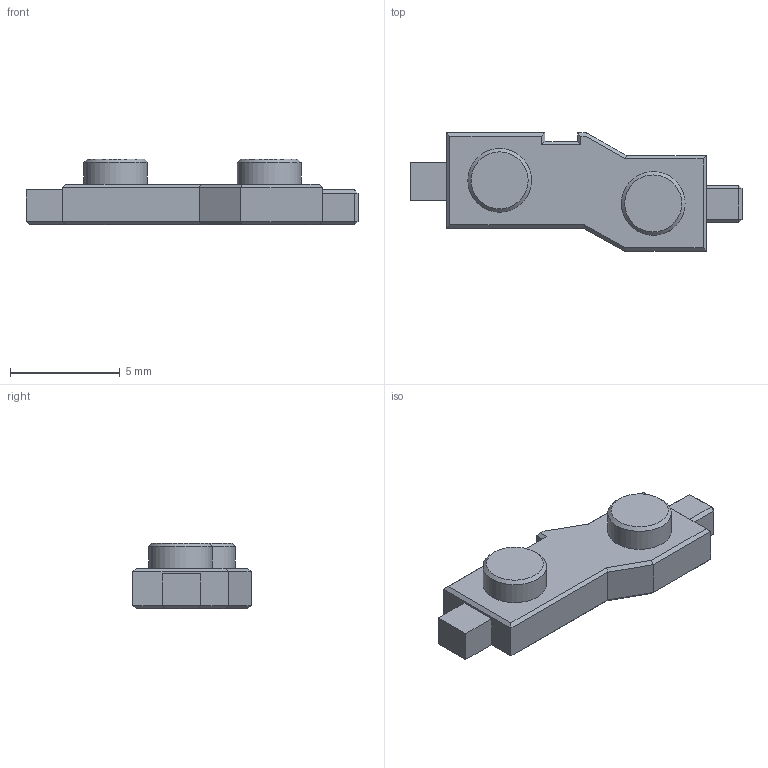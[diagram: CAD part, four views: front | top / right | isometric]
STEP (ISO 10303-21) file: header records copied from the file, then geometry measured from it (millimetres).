
FILE_DESCRIPTION(/* description */ (''),/* implementation_level */ '2;1');
FILE_NAME(/* name */ 'Hotswap socket v3.step',/* time_stamp */ '2023-07-04T19:28:09+03:00',/* author */ (''),/* organization */ (''),/* preprocessor_version */ 'ST-DEVELOPER v19.2',/* originating_system */ 'Autodesk Translation Framework v12.6.0.85',/* authorisation */ '');
FILE_SCHEMA (('AUTOMOTIVE_DESIGN { 1 0 10303 214 3 1 1 }'));
Length unit declared in the file: millimetre
Products named in the file (1): Hotswap socket
Bounding box: 15.13 x 5.39 x 3 mm (x, y, z)
Volume: 117.5 mm3; surface area: 198.3 mm2
Topology: 1 solids, 1 shells, 69 faces, 151 edges, 86 vertices
Faces by surface type: plane 65, cone 2, cylinder 2
Full cylindrical faces by diameter (mm): 2.9 x2
Entity records: 1839 total; most frequent: CARTESIAN_POINT 307, ORIENTED_EDGE 302, DIRECTION 297, EDGE_CURVE 151, LINE 145, VECTOR 145, VERTEX_POINT 86, AXIS2_PLACEMENT_3D 76
